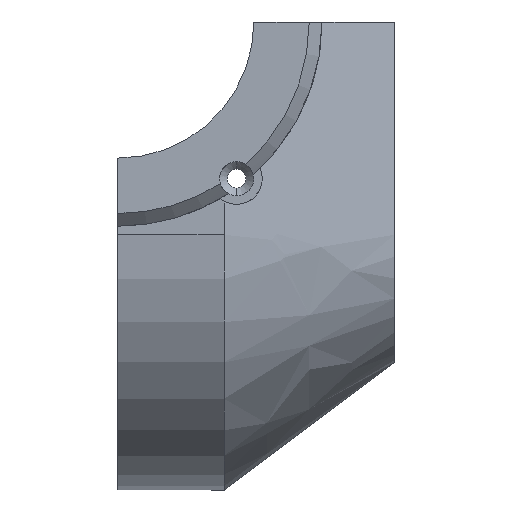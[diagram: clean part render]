
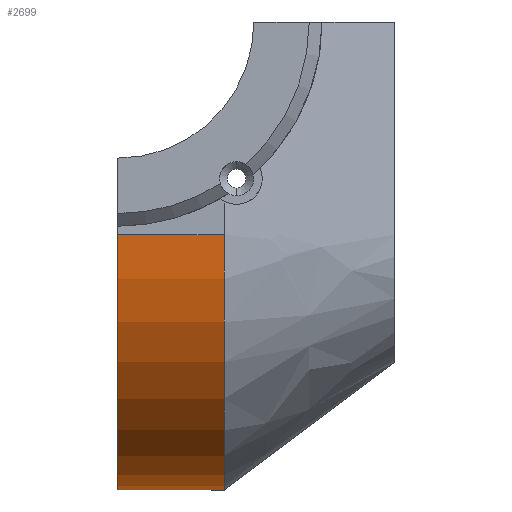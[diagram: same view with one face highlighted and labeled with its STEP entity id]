
A CAD part, left-side view. The second image highlights one B-rep face of the part: STEP entity #2699.
In plain terms, the highlighted cylindrical face has radius 30 mm (diameter 60 mm), a partial arc.
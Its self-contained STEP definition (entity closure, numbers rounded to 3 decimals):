
#111 = CARTESIAN_POINT ( 'NONE',  ( -45., 45., -25. ) ) ;
#130 = AXIS2_PLACEMENT_3D ( 'NONE', #111, #362, #600 ) ;
#147 = EDGE_CURVE ( 'NONE', #1128, #1454, #870, .T. ) ;
#362 = DIRECTION ( 'NONE',  ( 0., -1., 0. ) ) ;
#481 = ORIENTED_EDGE ( 'NONE', *, *, #575, .F. ) ;
#575 = EDGE_CURVE ( 'NONE', #1128, #1115, #1370, .T. ) ;
#600 = DIRECTION ( 'NONE',  ( 0., 0., -1. ) ) ;
#608 = DIRECTION ( 'NONE',  ( 0., -1., 0. ) ) ;
#870 = LINE ( 'NONE', #1727, #1994 ) ;
#877 = VECTOR ( 'NONE', #1722, 1000. ) ;
#880 = CARTESIAN_POINT ( 'NONE',  ( -75., 20., -25. ) ) ;
#1010 = CARTESIAN_POINT ( 'NONE',  ( -45., 20., -25. ) ) ;
#1018 = ORIENTED_EDGE ( 'NONE', *, *, #1933, .T. ) ;
#1039 = CARTESIAN_POINT ( 'NONE',  ( -75., 45., -25. ) ) ;
#1066 = CIRCLE ( 'NONE', #1811, 30. ) ;
#1115 = VERTEX_POINT ( 'NONE', #1176 ) ;
#1128 = VERTEX_POINT ( 'NONE', #1429 ) ;
#1176 = CARTESIAN_POINT ( 'NONE',  ( -75., 32.5, -25. ) ) ;
#1213 = DIRECTION ( 'NONE',  ( 0., 1., 0. ) ) ;
#1289 = DIRECTION ( 'NONE',  ( 0., 1., 0. ) ) ;
#1370 = CIRCLE ( 'NONE', #1615, 30. ) ;
#1429 = CARTESIAN_POINT ( 'NONE',  ( -45., 32.5, -55. ) ) ;
#1454 = VERTEX_POINT ( 'NONE', #1482 ) ;
#1482 = CARTESIAN_POINT ( 'NONE',  ( -45., 20., -55. ) ) ;
#1615 = AXIS2_PLACEMENT_3D ( 'NONE', #2591, #1213, #2801 ) ;
#1684 = CYLINDRICAL_SURFACE ( 'NONE', #130, 30. ) ;
#1690 = DIRECTION ( 'NONE',  ( 0., 0., 1. ) ) ;
#1722 = DIRECTION ( 'NONE',  ( 0., -1., 0. ) ) ;
#1727 = CARTESIAN_POINT ( 'NONE',  ( -45., 45., -55. ) ) ;
#1728 = EDGE_CURVE ( 'NONE', #1115, #2421, #2636, .T. ) ;
#1811 = AXIS2_PLACEMENT_3D ( 'NONE', #1010, #1289, #1690 ) ;
#1824 = EDGE_LOOP ( 'NONE', ( #481, #2257, #1018, #2643 ) ) ;
#1933 = EDGE_CURVE ( 'NONE', #1454, #2421, #1066, .T. ) ;
#1994 = VECTOR ( 'NONE', #608, 1000. ) ;
#2257 = ORIENTED_EDGE ( 'NONE', *, *, #147, .T. ) ;
#2421 = VERTEX_POINT ( 'NONE', #880 ) ;
#2591 = CARTESIAN_POINT ( 'NONE',  ( -45., 32.5, -25. ) ) ;
#2598 = FACE_OUTER_BOUND ( 'NONE', #1824, .T. ) ;
#2636 = LINE ( 'NONE', #1039, #877 ) ;
#2643 = ORIENTED_EDGE ( 'NONE', *, *, #1728, .F. ) ;
#2699 = ADVANCED_FACE ( 'NONE', ( #2598 ), #1684, .T. ) ;
#2801 = DIRECTION ( 'NONE',  ( 0., 0., 1. ) ) ;
